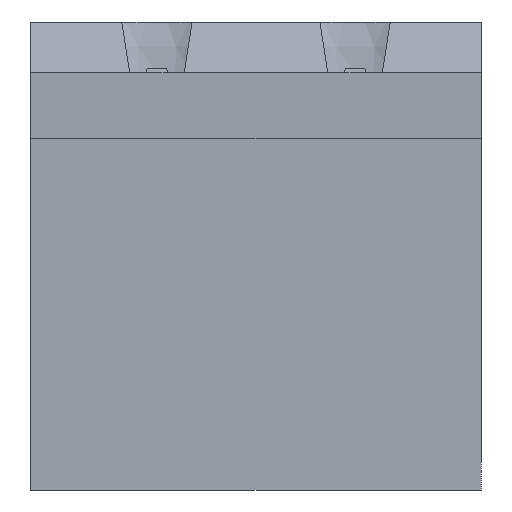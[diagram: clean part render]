
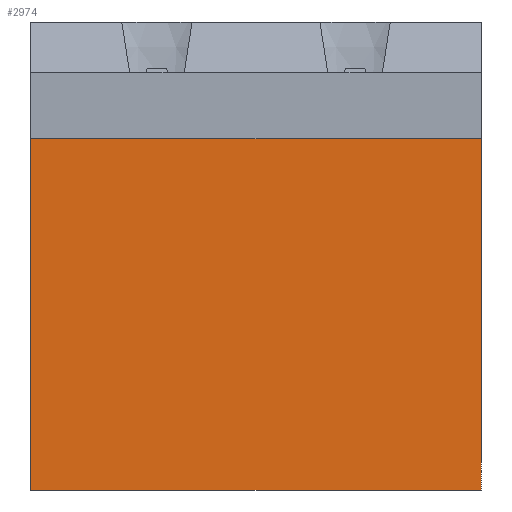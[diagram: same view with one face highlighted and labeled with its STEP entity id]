
A CAD part, front view. The second image highlights one B-rep face of the part: STEP entity #2974.
In plain terms, the highlighted planar face has unit normal (0, -1, 0).
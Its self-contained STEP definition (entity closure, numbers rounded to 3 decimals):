
#363=ORIENTED_EDGE('',*,*,#1204,.T.);
#364=ORIENTED_EDGE('',*,*,#1206,.F.);
#365=ORIENTED_EDGE('',*,*,#1046,.T.);
#366=ORIENTED_EDGE('',*,*,#1207,.F.);
#1046=EDGE_CURVE('',#1484,#1483,#1763,.T.);
#1204=EDGE_CURVE('',#1611,#1610,#1905,.T.);
#1206=EDGE_CURVE('',#1484,#1610,#1907,.T.);
#1207=EDGE_CURVE('',#1611,#1483,#1908,.T.);
#1483=VERTEX_POINT('',#4241);
#1484=VERTEX_POINT('',#4243);
#1610=VERTEX_POINT('',#4557);
#1611=VERTEX_POINT('',#4559);
#1763=LINE('',#4242,#2108);
#1905=LINE('',#4558,#2250);
#1907=LINE('',#4562,#2252);
#1908=LINE('',#4563,#2253);
#2108=VECTOR('',#3400,1000.);
#2250=VECTOR('',#3620,1000.);
#2252=VECTOR('',#3624,1000.);
#2253=VECTOR('',#3625,1000.);
#2477=EDGE_LOOP('',(#363,#364,#365,#366));
#2662=FACE_BOUND('',#2477,.T.);
#2845=PLANE('',#3186);
#2974=ADVANCED_FACE('',(#2662),#2845,.T.);
#3186=AXIS2_PLACEMENT_3D('',#4561,#3622,#3623);
#3400=DIRECTION('',(1.,0.,0.));
#3620=DIRECTION('',(-1.,0.,0.));
#3622=DIRECTION('',(0.,-1.,0.));
#3623=DIRECTION('',(0.,0.,-1.));
#3624=DIRECTION('',(0.,0.,1.));
#3625=DIRECTION('',(0.,0.,-1.));
#4241=CARTESIAN_POINT('',(5.78,0.7,-6.));
#4242=CARTESIAN_POINT('',(-5.08,0.7,-6.));
#4243=CARTESIAN_POINT('',(-5.78,0.7,-6.));
#4557=CARTESIAN_POINT('',(-5.78,0.7,3.));
#4558=CARTESIAN_POINT('',(5.08,0.7,3.));
#4559=CARTESIAN_POINT('',(5.78,0.7,3.));
#4561=CARTESIAN_POINT('',(0.,0.7,0.));
#4562=CARTESIAN_POINT('',(-5.78,0.7,-6.));
#4563=CARTESIAN_POINT('',(5.78,0.7,-6.));
